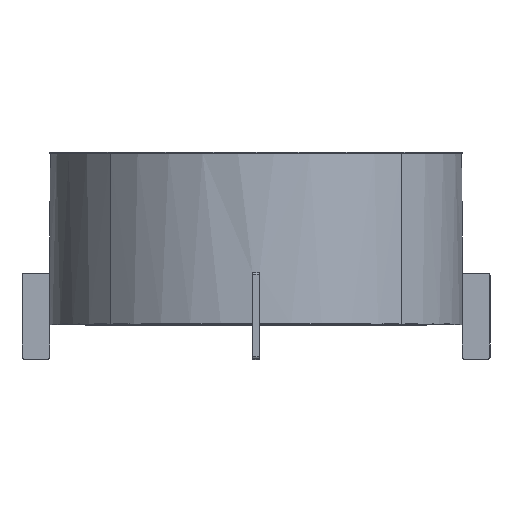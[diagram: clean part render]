
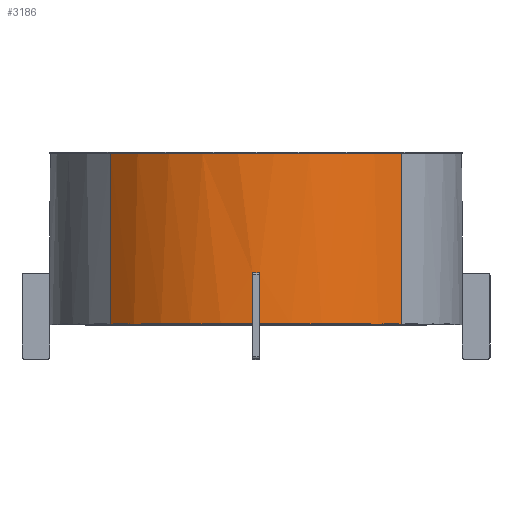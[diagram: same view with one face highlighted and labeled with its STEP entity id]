
A CAD part, top view. The second image highlights one B-rep face of the part: STEP entity #3186.
In plain terms, the highlighted cylindrical face has radius 600 mm (diameter 1200 mm), a partial arc.
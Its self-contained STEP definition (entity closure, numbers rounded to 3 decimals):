
#40 = CARTESIAN_POINT ( 'NONE',  ( 0., 0., -600. ) ) ;
#163 = VECTOR ( 'NONE', #4642, 1000. ) ;
#199 = VECTOR ( 'NONE', #567, 1000. ) ;
#239 = DIRECTION ( 'NONE',  ( 0., 1., 0. ) ) ;
#299 = CARTESIAN_POINT ( 'NONE',  ( 600., 497., 0. ) ) ;
#348 = VERTEX_POINT ( 'NONE', #299 ) ;
#353 = FACE_OUTER_BOUND ( 'NONE', #774, .T. ) ;
#419 = CYLINDRICAL_SURFACE ( 'NONE', #1745, 600. ) ;
#489 = EDGE_CURVE ( 'NONE', #3337, #4577, #4133, .T. ) ;
#495 = VERTEX_POINT ( 'NONE', #40 ) ;
#515 = CARTESIAN_POINT ( 'NONE',  ( 416.953, 0., -431.451 ) ) ;
#567 = DIRECTION ( 'NONE',  ( 0., -1., 0. ) ) ;
#633 = CARTESIAN_POINT ( 'NONE',  ( 600., 0., 0. ) ) ;
#653 = LINE ( 'NONE', #2476, #2343 ) ;
#774 = EDGE_LOOP ( 'NONE', ( #3721, #4106, #2289, #816, #4051, #3072, #1526, #1734 ) ) ;
#792 = VERTEX_POINT ( 'NONE', #3803 ) ;
#806 = EDGE_CURVE ( 'NONE', #1463, #495, #2416, .T. ) ;
#816 = ORIENTED_EDGE ( 'NONE', *, *, #489, .T. ) ;
#875 = CARTESIAN_POINT ( 'NONE',  ( 0., 497., -600. ) ) ;
#1059 = DIRECTION ( 'NONE',  ( 0., 0., -1. ) ) ;
#1092 = EDGE_CURVE ( 'NONE', #3677, #495, #2342, .T. ) ;
#1098 = CIRCLE ( 'NONE', #4352, 600. ) ;
#1131 = DIRECTION ( 'NONE',  ( 0., 1., 0. ) ) ;
#1167 = CARTESIAN_POINT ( 'NONE',  ( 600., 497., 0. ) ) ;
#1185 = AXIS2_PLACEMENT_3D ( 'NONE', #3188, #2564, #2189 ) ;
#1274 = AXIS2_PLACEMENT_3D ( 'NONE', #3819, #239, #4107 ) ;
#1404 = DIRECTION ( 'NONE',  ( 0., 1., 0. ) ) ;
#1434 = VERTEX_POINT ( 'NONE', #2026 ) ;
#1463 = VERTEX_POINT ( 'NONE', #3790 ) ;
#1490 = EDGE_CURVE ( 'NONE', #792, #3677, #653, .T. ) ;
#1510 = LINE ( 'NONE', #1167, #4085 ) ;
#1526 = ORIENTED_EDGE ( 'NONE', *, *, #1490, .T. ) ;
#1734 = ORIENTED_EDGE ( 'NONE', *, *, #1092, .T. ) ;
#1745 = AXIS2_PLACEMENT_3D ( 'NONE', #1843, #3267, #1059 ) ;
#1770 = LINE ( 'NONE', #2054, #163 ) ;
#1814 = DIRECTION ( 'NONE',  ( 0., 0., 1. ) ) ;
#1843 = CARTESIAN_POINT ( 'NONE',  ( 0., 497., 0. ) ) ;
#1971 = AXIS2_PLACEMENT_3D ( 'NONE', #2178, #1404, #4378 ) ;
#2026 = CARTESIAN_POINT ( 'NONE',  ( 431.451, 150.2, -416.953 ) ) ;
#2054 = CARTESIAN_POINT ( 'NONE',  ( 431.451, 497., -416.953 ) ) ;
#2070 = DIRECTION ( 'NONE',  ( 0., -1., 0. ) ) ;
#2178 = CARTESIAN_POINT ( 'NONE',  ( 0., 0., 0. ) ) ;
#2189 = DIRECTION ( 'NONE',  ( 0., 0., 1. ) ) ;
#2289 = ORIENTED_EDGE ( 'NONE', *, *, #3904, .T. ) ;
#2342 = CIRCLE ( 'NONE', #1971, 600. ) ;
#2343 = VECTOR ( 'NONE', #2070, 1000. ) ;
#2416 = LINE ( 'NONE', #875, #199 ) ;
#2476 = CARTESIAN_POINT ( 'NONE',  ( 416.953, 497., -431.451 ) ) ;
#2564 = DIRECTION ( 'NONE',  ( 0., 1., 0. ) ) ;
#2577 = EDGE_CURVE ( 'NONE', #348, #1463, #3322, .T. ) ;
#2991 = EDGE_CURVE ( 'NONE', #4577, #1434, #1770, .T. ) ;
#3072 = ORIENTED_EDGE ( 'NONE', *, *, #4333, .T. ) ;
#3186 = ADVANCED_FACE ( 'NONE', ( #353 ), #419, .T. ) ;
#3188 = CARTESIAN_POINT ( 'NONE',  ( 0., 0., 0. ) ) ;
#3267 = DIRECTION ( 'NONE',  ( 0., -1., 0. ) ) ;
#3322 = CIRCLE ( 'NONE', #1274, 600. ) ;
#3337 = VERTEX_POINT ( 'NONE', #633 ) ;
#3677 = VERTEX_POINT ( 'NONE', #515 ) ;
#3686 = DIRECTION ( 'NONE',  ( 0., -1., 0. ) ) ;
#3721 = ORIENTED_EDGE ( 'NONE', *, *, #806, .F. ) ;
#3790 = CARTESIAN_POINT ( 'NONE',  ( 0., 497., -600. ) ) ;
#3803 = CARTESIAN_POINT ( 'NONE',  ( 416.953, 150.2, -431.451 ) ) ;
#3819 = CARTESIAN_POINT ( 'NONE',  ( 0., 497., 0. ) ) ;
#3904 = EDGE_CURVE ( 'NONE', #348, #3337, #1510, .T. ) ;
#4051 = ORIENTED_EDGE ( 'NONE', *, *, #2991, .T. ) ;
#4085 = VECTOR ( 'NONE', #3686, 1000. ) ;
#4106 = ORIENTED_EDGE ( 'NONE', *, *, #2577, .F. ) ;
#4107 = DIRECTION ( 'NONE',  ( 0., 0., 1. ) ) ;
#4133 = CIRCLE ( 'NONE', #1185, 600. ) ;
#4333 = EDGE_CURVE ( 'NONE', #1434, #792, #1098, .T. ) ;
#4352 = AXIS2_PLACEMENT_3D ( 'NONE', #4371, #1131, #1814 ) ;
#4371 = CARTESIAN_POINT ( 'NONE',  ( 0., 150.2, 0. ) ) ;
#4378 = DIRECTION ( 'NONE',  ( 0., 0., 1. ) ) ;
#4575 = CARTESIAN_POINT ( 'NONE',  ( 431.451, 0., -416.953 ) ) ;
#4577 = VERTEX_POINT ( 'NONE', #4575 ) ;
#4642 = DIRECTION ( 'NONE',  ( 0., 1., 0. ) ) ;
